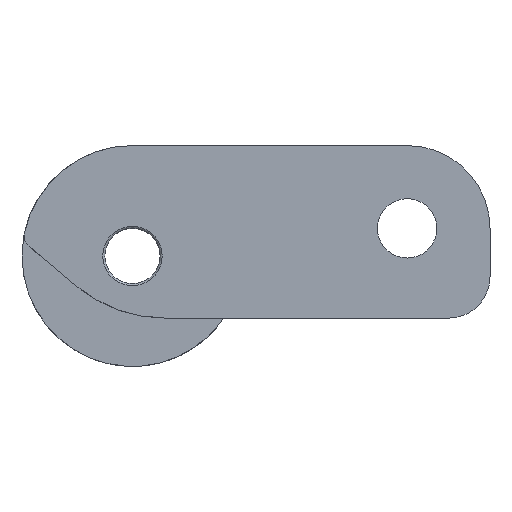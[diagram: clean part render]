
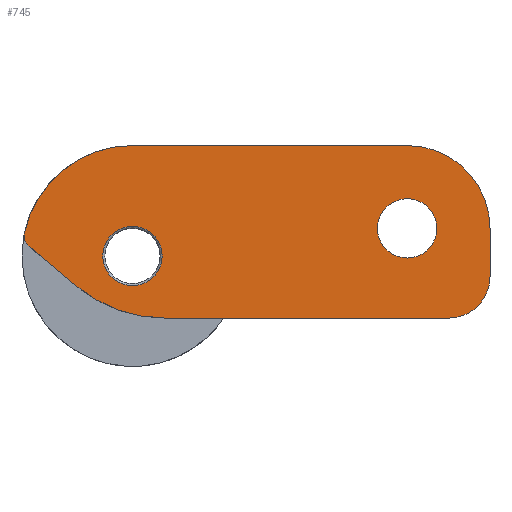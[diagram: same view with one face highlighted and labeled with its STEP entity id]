
A CAD part, front view. The second image highlights one B-rep face of the part: STEP entity #745.
In plain terms, the highlighted planar face has unit normal (0, -1, 0).
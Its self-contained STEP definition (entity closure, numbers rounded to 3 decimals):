
#53=LINE('',#1179,#104);
#65=LINE('',#1287,#116);
#78=LINE('',#1340,#129);
#79=LINE('',#1343,#130);
#104=VECTOR('',#949,10.);
#116=VECTOR('',#1009,10.);
#129=VECTOR('',#1070,10.);
#130=VECTOR('',#1073,10.);
#158=FACE_BOUND('',#260,.T.);
#159=FACE_BOUND('',#261,.T.);
#175=PLANE('',#847);
#211=FACE_OUTER_BOUND('',#259,.T.);
#259=EDGE_LOOP('',(#665,#666,#667,#668,#669,#670,#671,#672,#673));
#260=EDGE_LOOP('',(#674));
#261=EDGE_LOOP('',(#675));
#286=CIRCLE('',#802,2.15);
#295=CIRCLE('',#813,8.);
#298=CIRCLE('',#819,1.);
#313=CIRCLE('',#846,3.);
#314=CIRCLE('',#848,10.062);
#315=CIRCLE('',#849,6.);
#316=CIRCLE('',#850,2.15);
#343=VERTEX_POINT('',#1176);
#344=VERTEX_POINT('',#1178);
#345=VERTEX_POINT('',#1182);
#350=VERTEX_POINT('',#1195);
#357=VERTEX_POINT('',#1210);
#362=VERTEX_POINT('',#1236);
#368=VERTEX_POINT('',#1285);
#383=VERTEX_POINT('',#1334);
#384=VERTEX_POINT('',#1339);
#385=VERTEX_POINT('',#1341);
#386=VERTEX_POINT('',#1344);
#425=EDGE_CURVE('',#344,#343,#53,.T.);
#427=EDGE_CURVE('',#345,#345,#286,.T.);
#442=EDGE_CURVE('',#350,#357,#295,.T.);
#448=EDGE_CURVE('',#362,#357,#298,.T.);
#458=EDGE_CURVE('',#362,#368,#65,.T.);
#482=EDGE_CURVE('',#383,#343,#313,.T.);
#484=EDGE_CURVE('',#368,#344,#314,.T.);
#485=EDGE_CURVE('',#383,#384,#78,.T.);
#486=EDGE_CURVE('',#384,#385,#315,.T.);
#487=EDGE_CURVE('',#385,#350,#79,.T.);
#488=EDGE_CURVE('',#386,#386,#316,.T.);
#665=ORIENTED_EDGE('',*,*,#448,.F.);
#666=ORIENTED_EDGE('',*,*,#458,.T.);
#667=ORIENTED_EDGE('',*,*,#484,.T.);
#668=ORIENTED_EDGE('',*,*,#425,.T.);
#669=ORIENTED_EDGE('',*,*,#482,.F.);
#670=ORIENTED_EDGE('',*,*,#485,.T.);
#671=ORIENTED_EDGE('',*,*,#486,.T.);
#672=ORIENTED_EDGE('',*,*,#487,.T.);
#673=ORIENTED_EDGE('',*,*,#442,.T.);
#674=ORIENTED_EDGE('',*,*,#427,.T.);
#675=ORIENTED_EDGE('',*,*,#488,.T.);
#745=ADVANCED_FACE('',(#211,#158,#159),#175,.T.);
#802=AXIS2_PLACEMENT_3D('',#1183,#953,#954);
#813=AXIS2_PLACEMENT_3D('',#1212,#981,#982);
#819=AXIS2_PLACEMENT_3D('',#1238,#994,#995);
#846=AXIS2_PLACEMENT_3D('',#1335,#1063,#1064);
#847=AXIS2_PLACEMENT_3D('',#1337,#1066,#1067);
#848=AXIS2_PLACEMENT_3D('',#1338,#1068,#1069);
#849=AXIS2_PLACEMENT_3D('',#1342,#1071,#1072);
#850=AXIS2_PLACEMENT_3D('',#1345,#1074,#1075);
#949=DIRECTION('',(1.,0.,0.));
#953=DIRECTION('center_axis',(0.,1.,0.));
#954=DIRECTION('ref_axis',(1.,0.,0.));
#981=DIRECTION('center_axis',(0.,-1.,0.));
#982=DIRECTION('ref_axis',(1.,0.,0.));
#994=DIRECTION('center_axis',(0.,1.,0.));
#995=DIRECTION('ref_axis',(-0.946,0.,-0.325));
#1009=DIRECTION('',(0.766,0.,-0.643));
#1063=DIRECTION('center_axis',(0.,1.,0.));
#1064=DIRECTION('ref_axis',(0.707,0.,-0.707));
#1066=DIRECTION('center_axis',(0.,-1.,0.));
#1067=DIRECTION('ref_axis',(1.,0.,0.));
#1068=DIRECTION('center_axis',(0.,-1.,0.));
#1069=DIRECTION('ref_axis',(-0.643,0.,-0.766));
#1070=DIRECTION('',(0.,0.,1.));
#1071=DIRECTION('center_axis',(0.,-1.,0.));
#1072=DIRECTION('ref_axis',(1.,0.,0.));
#1073=DIRECTION('',(-1.,0.,0.));
#1074=DIRECTION('center_axis',(0.,1.,0.));
#1075=DIRECTION('ref_axis',(1.,0.,0.));
#1176=CARTESIAN_POINT('',(156.53,4.5,-167.5));
#1178=CARTESIAN_POINT('',(136.,4.5,-167.5));
#1179=CARTESIAN_POINT('',(136.,4.5,-167.5));
#1182=CARTESIAN_POINT('',(131.48,4.5,-163.));
#1183=CARTESIAN_POINT('Origin',(133.63,4.5,-163.));
#1195=CARTESIAN_POINT('',(133.63,4.5,-155.));
#1210=CARTESIAN_POINT('',(125.807,4.5,-161.326));
#1212=CARTESIAN_POINT('Origin',(133.63,4.5,-163.));
#1236=CARTESIAN_POINT('',(126.142,4.5,-162.302));
#1238=CARTESIAN_POINT('Origin',(126.785,4.5,-161.536));
#1285=CARTESIAN_POINT('',(129.532,4.5,-165.146));
#1287=CARTESIAN_POINT('',(129.532,4.5,-165.146));
#1334=CARTESIAN_POINT('',(159.53,4.5,-164.5));
#1335=CARTESIAN_POINT('Origin',(156.53,4.5,-164.5));
#1337=CARTESIAN_POINT('Origin',(142.616,4.5,-161.25));
#1338=CARTESIAN_POINT('Origin',(136.,4.5,-157.438));
#1339=CARTESIAN_POINT('',(159.53,4.5,-161.));
#1340=CARTESIAN_POINT('',(159.53,4.5,-167.5));
#1341=CARTESIAN_POINT('',(153.53,4.5,-155.));
#1342=CARTESIAN_POINT('Origin',(153.53,4.5,-161.));
#1343=CARTESIAN_POINT('',(153.53,4.5,-155.));
#1344=CARTESIAN_POINT('',(151.38,4.5,-161.));
#1345=CARTESIAN_POINT('Origin',(153.53,4.5,-161.));
